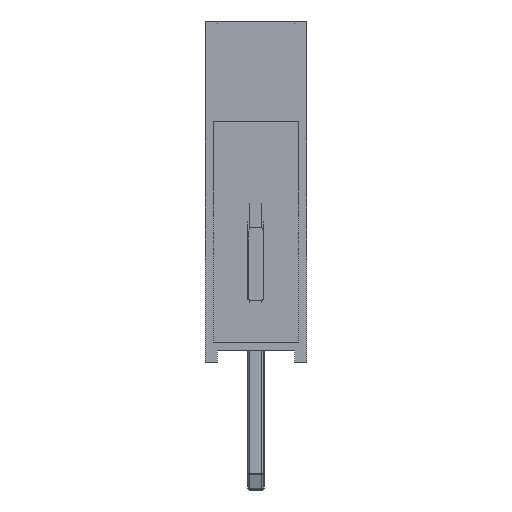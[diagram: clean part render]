
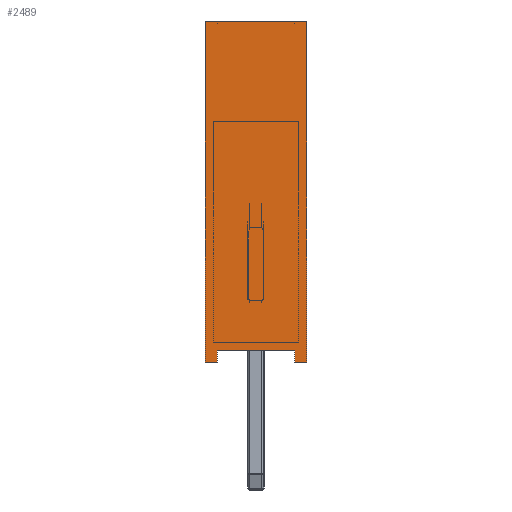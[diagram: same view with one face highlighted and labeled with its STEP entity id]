
A CAD part, left-side view. The second image highlights one B-rep face of the part: STEP entity #2489.
In plain terms, the highlighted planar face has unit normal (-1, 0, 0).
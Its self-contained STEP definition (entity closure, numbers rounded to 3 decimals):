
#393=FACE_OUTER_BOUND('',#544,.T.);
#544=EDGE_LOOP('',(#1645,#1646,#1647,#1648,#1649,#1650,#1651,#1652));
#710=LINE('',#3892,#896);
#712=LINE('',#3898,#898);
#715=LINE('',#3903,#901);
#720=LINE('',#3917,#906);
#721=LINE('',#3920,#907);
#724=LINE('',#3926,#910);
#725=LINE('',#3928,#911);
#726=LINE('',#3929,#912);
#896=VECTOR('',#3040,10.);
#898=VECTOR('',#3044,10.);
#901=VECTOR('',#3049,10.);
#906=VECTOR('',#3064,10.);
#907=VECTOR('',#3067,10.);
#910=VECTOR('',#3072,10.);
#911=VECTOR('',#3073,10.);
#912=VECTOR('',#3074,10.);
#1080=VERTEX_POINT('',#3886);
#1082=VERTEX_POINT('',#3890);
#1083=VERTEX_POINT('',#3894);
#1085=VERTEX_POINT('',#3897);
#1090=VERTEX_POINT('',#3915);
#1091=VERTEX_POINT('',#3919);
#1093=VERTEX_POINT('',#3925);
#1094=VERTEX_POINT('',#3927);
#1278=EDGE_CURVE('',#1080,#1082,#710,.T.);
#1280=EDGE_CURVE('',#1085,#1083,#712,.T.);
#1283=EDGE_CURVE('',#1082,#1085,#715,.T.);
#1292=EDGE_CURVE('',#1083,#1090,#720,.T.);
#1293=EDGE_CURVE('',#1091,#1080,#721,.T.);
#1296=EDGE_CURVE('',#1090,#1093,#724,.T.);
#1297=EDGE_CURVE('',#1094,#1093,#725,.T.);
#1298=EDGE_CURVE('',#1091,#1094,#726,.T.);
#1645=ORIENTED_EDGE('',*,*,#1278,.T.);
#1646=ORIENTED_EDGE('',*,*,#1283,.T.);
#1647=ORIENTED_EDGE('',*,*,#1280,.T.);
#1648=ORIENTED_EDGE('',*,*,#1292,.T.);
#1649=ORIENTED_EDGE('',*,*,#1296,.T.);
#1650=ORIENTED_EDGE('',*,*,#1297,.F.);
#1651=ORIENTED_EDGE('',*,*,#1298,.F.);
#1652=ORIENTED_EDGE('',*,*,#1293,.T.);
#2293=PLANE('',#2697);
#2489=ADVANCED_FACE('',(#393),#2293,.T.);
#2697=AXIS2_PLACEMENT_3D('',#3924,#3070,#3071);
#3040=DIRECTION('',(0.,0.,1.));
#3044=DIRECTION('',(0.,0.,-1.));
#3049=DIRECTION('',(0.,-1.,0.));
#3064=DIRECTION('',(0.,-1.,0.));
#3067=DIRECTION('',(0.,-1.,0.));
#3070=DIRECTION('center_axis',(-1.,0.,0.));
#3071=DIRECTION('ref_axis',(0.,-1.,0.));
#3072=DIRECTION('',(0.,0.,1.));
#3073=DIRECTION('',(0.,-1.,0.));
#3074=DIRECTION('',(0.,0.,1.));
#3886=CARTESIAN_POINT('',(-1.27,0.97,0.));
#3890=CARTESIAN_POINT('',(-1.27,0.97,0.3));
#3892=CARTESIAN_POINT('',(-1.27,0.97,0.));
#3894=CARTESIAN_POINT('',(-1.27,-0.97,0.));
#3897=CARTESIAN_POINT('',(-1.27,-0.97,0.3));
#3898=CARTESIAN_POINT('',(-1.27,-0.97,0.));
#3903=CARTESIAN_POINT('',(-1.27,0.635,0.3));
#3915=CARTESIAN_POINT('',(-1.27,-1.27,0.));
#3917=CARTESIAN_POINT('',(-1.27,1.27,0.));
#3919=CARTESIAN_POINT('',(-1.27,1.27,0.));
#3920=CARTESIAN_POINT('',(-1.27,1.27,0.));
#3924=CARTESIAN_POINT('Origin',(-1.27,1.27,0.));
#3925=CARTESIAN_POINT('',(-1.27,-1.27,8.5));
#3926=CARTESIAN_POINT('',(-1.27,-1.27,0.));
#3927=CARTESIAN_POINT('',(-1.27,1.27,8.5));
#3928=CARTESIAN_POINT('',(-1.27,1.27,8.5));
#3929=CARTESIAN_POINT('',(-1.27,1.27,0.));
